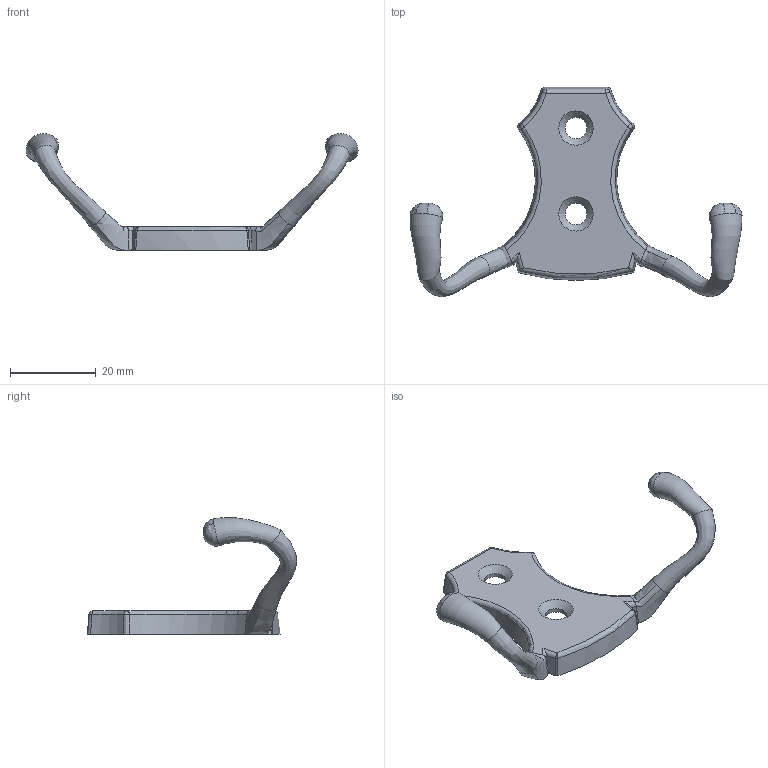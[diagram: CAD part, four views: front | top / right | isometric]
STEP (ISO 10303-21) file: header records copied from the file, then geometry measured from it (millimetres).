
FILE_DESCRIPTION(/* description */ (''),/* implementation_level */ '2;1');
FILE_NAME(/* name */ 'WZ-B0-K24-01.stp',/* time_stamp */ '2021-09-01T09:44:30+02:00',/* author */ ('SławomirO'),/* organization */ (''),/* preprocessor_version */ 'ST-DEVELOPER v18.1',/* originating_system */ 'Autodesk Inventor 2021',/* authorisation */ '');
FILE_SCHEMA (('AUTOMOTIVE_DESIGN { 1 0 10303 214 3 1 1 }'));
Length unit declared in the file: millimetre
Products named in the file (1): WZ-B0-K24-01
Bounding box: 77.34 x 48.8 x 27.21 mm (x, y, z)
Volume: 4756.7 mm3; surface area: 4603.2 mm2
Topology: 1 solids, 1 shells, 71 faces, 205 edges, 131 vertices
Faces by surface type: bspline 27, plane 13, cylinder 10, cone 10, torus 7, sphere 4
Full cylindrical faces by diameter (mm): 5 x2
Entity records: 9228 total; most frequent: CARTESIAN_POINT 7493, ORIENTED_EDGE 398, DIRECTION 305, EDGE_CURVE 199, AXIS2_PLACEMENT_3D 135, VERTEX_POINT 131, CIRCLE 90, EDGE_LOOP 76
